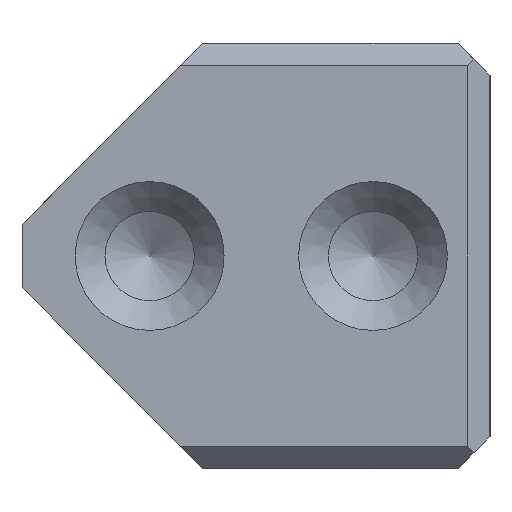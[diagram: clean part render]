
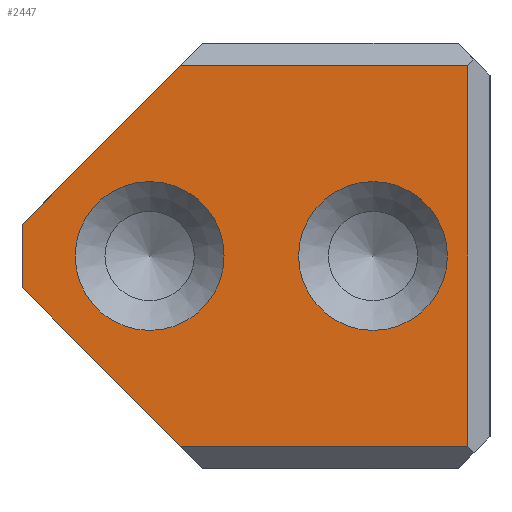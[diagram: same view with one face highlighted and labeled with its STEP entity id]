
A CAD part, left-side view. The second image highlights one B-rep face of the part: STEP entity #2447.
In plain terms, the highlighted planar face has unit normal (-1, 0, 0).
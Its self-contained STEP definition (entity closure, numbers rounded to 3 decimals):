
#2447=ADVANCED_FACE('',(#3293,#3294,#3295),#2800,.T.);
#2800=PLANE('',#8419);
#3031=CIRCLE('',#8417,3.5);
#3032=CIRCLE('',#8418,3.5);
#3293=FACE_BOUND('',#3438,.T.);
#3294=FACE_BOUND('',#3439,.T.);
#3295=FACE_BOUND('',#3440,.T.);
#3438=EDGE_LOOP('',(#4097));
#3439=EDGE_LOOP('',(#4098));
#3440=EDGE_LOOP('',(#4099,#4100,#4101,#4102,#4103,#4104));
#4097=ORIENTED_EDGE('',*,*,#6483,.T.);
#4098=ORIENTED_EDGE('',*,*,#6484,.T.);
#4099=ORIENTED_EDGE('',*,*,#6485,.T.);
#4100=ORIENTED_EDGE('',*,*,#6486,.T.);
#4101=ORIENTED_EDGE('',*,*,#6487,.T.);
#4102=ORIENTED_EDGE('',*,*,#6488,.F.);
#4103=ORIENTED_EDGE('',*,*,#6489,.T.);
#4104=ORIENTED_EDGE('',*,*,#6490,.T.);
#5873=VERTEX_POINT('',#10756);
#5874=VERTEX_POINT('',#10758);
#5875=VERTEX_POINT('',#10760);
#5876=VERTEX_POINT('',#10761);
#5877=VERTEX_POINT('',#10763);
#5878=VERTEX_POINT('',#10765);
#5879=VERTEX_POINT('',#10767);
#5880=VERTEX_POINT('',#10769);
#6483=EDGE_CURVE('',#5873,#5873,#3031,.T.);
#6484=EDGE_CURVE('',#5874,#5874,#3032,.T.);
#6485=EDGE_CURVE('',#5875,#5876,#7283,.T.);
#6486=EDGE_CURVE('',#5876,#5877,#7284,.T.);
#6487=EDGE_CURVE('',#5877,#5878,#7285,.T.);
#6488=EDGE_CURVE('',#5879,#5878,#7286,.T.);
#6489=EDGE_CURVE('',#5879,#5880,#7287,.T.);
#6490=EDGE_CURVE('',#5880,#5875,#7288,.T.);
#7283=LINE('',#10759,#7925);
#7284=LINE('',#10762,#7926);
#7285=LINE('',#10764,#7927);
#7286=LINE('',#10766,#7928);
#7287=LINE('',#10768,#7929);
#7288=LINE('',#10770,#7930);
#7925=VECTOR('',#8931,1.);
#7926=VECTOR('',#8932,1.);
#7927=VECTOR('',#8933,1.);
#7928=VECTOR('',#8934,1.);
#7929=VECTOR('',#8935,1.);
#7930=VECTOR('',#8936,1.);
#8417=AXIS2_PLACEMENT_3D('',#10755,#8927,#8928);
#8418=AXIS2_PLACEMENT_3D('',#10757,#8929,#8930);
#8419=AXIS2_PLACEMENT_3D('',#10771,#8937,#8938);
#8927=DIRECTION('',(1.,0.,0.));
#8928=DIRECTION('',(0.,0.,-1.));
#8929=DIRECTION('',(1.,0.,0.));
#8930=DIRECTION('',(0.,0.,-1.));
#8931=DIRECTION('',(0.,0.,1.));
#8932=DIRECTION('',(0.,1.,0.));
#8933=DIRECTION('',(0.,0.707,-0.707));
#8934=DIRECTION('',(0.,0.,1.));
#8935=DIRECTION('',(0.,-0.707,-0.707));
#8936=DIRECTION('',(0.,-1.,0.));
#8937=DIRECTION('',(-1.,0.,0.));
#8938=DIRECTION('',(0.,0.,-1.));
#10755=CARTESIAN_POINT('',(0.,16.,10.));
#10756=CARTESIAN_POINT('',(0.,16.,6.5));
#10757=CARTESIAN_POINT('',(0.,5.5,10.));
#10758=CARTESIAN_POINT('',(0.,5.5,6.5));
#10759=CARTESIAN_POINT('',(0.,1.05,0.));
#10760=CARTESIAN_POINT('',(0.,1.05,1.05));
#10761=CARTESIAN_POINT('',(0.,1.05,18.95));
#10762=CARTESIAN_POINT('',(0.,11.,18.95));
#10763=CARTESIAN_POINT('',(0.,14.55,18.95));
#10764=CARTESIAN_POINT('',(0.,22.25,11.25));
#10765=CARTESIAN_POINT('',(0.,22.,11.5));
#10766=CARTESIAN_POINT('',(0.,22.,0.));
#10767=CARTESIAN_POINT('',(0.,22.,8.5));
#10768=CARTESIAN_POINT('',(0.,12.25,-1.25));
#10769=CARTESIAN_POINT('',(0.,14.55,1.05));
#10770=CARTESIAN_POINT('',(0.,11.,1.05));
#10771=CARTESIAN_POINT('',(0.,11.,0.));
